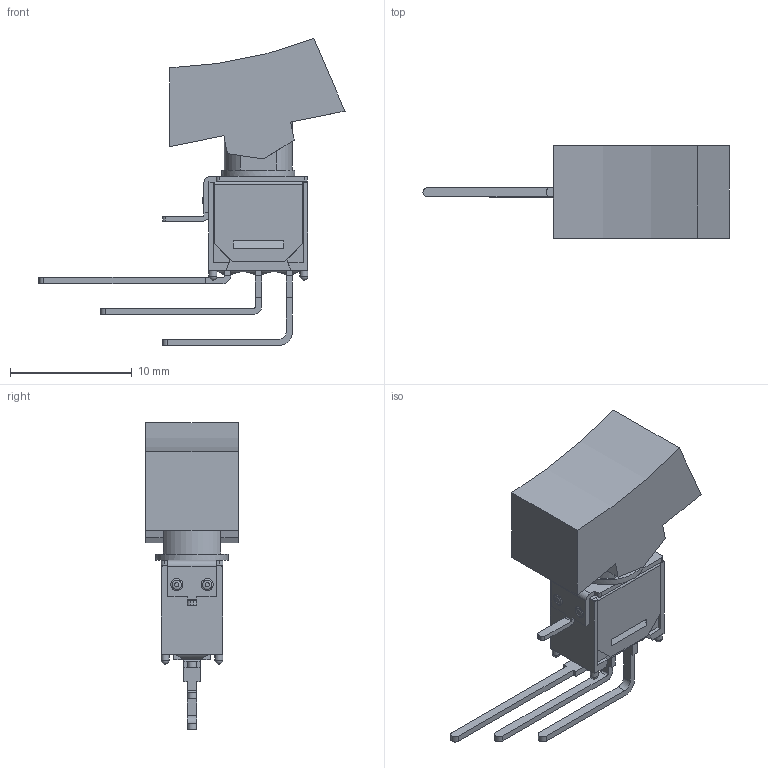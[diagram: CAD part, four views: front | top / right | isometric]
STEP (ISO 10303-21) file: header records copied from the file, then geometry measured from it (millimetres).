
FILE_DESCRIPTION((' '),'2;1');
FILE_NAME('400MSPxR1xxxM7xE.stp','2017-07-21T08:31:28',(' '),(' '),' ','ACIS',' ');
FILE_SCHEMA(('CONFIG_CONTROL_DESIGN'));
Length unit declared in the file: inch
Products named in the file (1): 400MSPxR1xxxM7xE.stp
Bounding box: 25.15 x 7.62 x 25.21 mm (x, y, z)
Volume: 662.8 mm3; surface area: 1420.4 mm2
Topology: 1 solids, 2 shells, 202 faces, 549 edges, 352 vertices
Faces by surface type: plane 158, cylinder 36, sphere 4, bspline 2, cone 2
Full cylindrical faces by diameter (mm): 0.65 x4, 3.25 x1, 6 x1
Entity records: 6342 total; most frequent: CARTESIAN_POINT 1212, ORIENTED_EDGE 1052, DIRECTION 1009, EDGE_CURVE 526, VECTOR 429, LINE 429, VERTEX_POINT 343, AXIS2_PLACEMENT_3D 290
